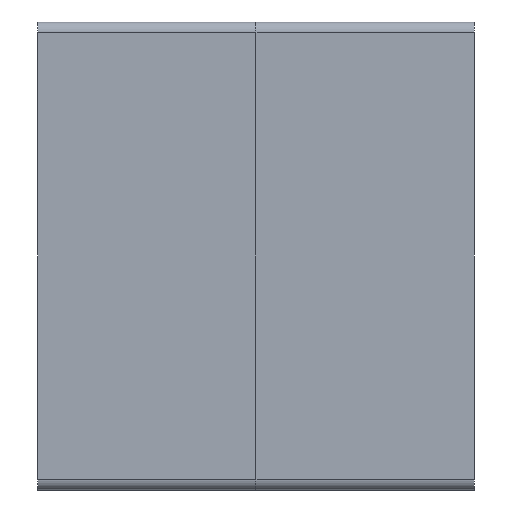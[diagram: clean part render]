
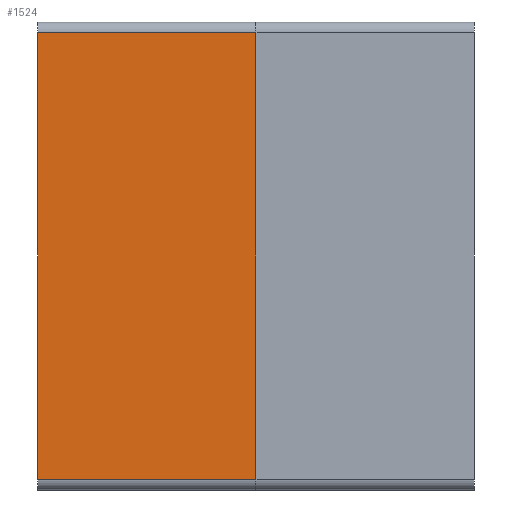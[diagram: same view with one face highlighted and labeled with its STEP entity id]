
A CAD part, left-side view. The second image highlights one B-rep face of the part: STEP entity #1524.
In plain terms, the highlighted planar face has unit normal (-1, 0, 0).
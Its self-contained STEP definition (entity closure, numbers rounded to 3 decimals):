
#289 = VERTEX_POINT('',#290);
#290 = CARTESIAN_POINT('',(-16.,10.,21.5));
#297 = EDGE_CURVE('',#289,#298,#300,.T.);
#298 = VERTEX_POINT('',#299);
#299 = CARTESIAN_POINT('',(-16.,10.,0.5));
#300 = LINE('',#301,#302);
#301 = CARTESIAN_POINT('',(-16.,10.,21.5));
#302 = VECTOR('',#303,1.);
#303 = DIRECTION('',(0.,0.,-1.));
#1504 = VERTEX_POINT('',#1505);
#1505 = CARTESIAN_POINT('',(-16.,-0.25,21.5));
#1514 = EDGE_CURVE('',#289,#1504,#1515,.T.);
#1515 = LINE('',#1516,#1517);
#1516 = CARTESIAN_POINT('',(-16.,10.,21.5));
#1517 = VECTOR('',#1518,1.);
#1518 = DIRECTION('',(0.,-1.,0.));
#1524 = ADVANCED_FACE('',(#1525),#1543,.T.);
#1525 = FACE_BOUND('',#1526,.F.);
#1526 = EDGE_LOOP('',(#1527,#1528,#1536,#1542));
#1527 = ORIENTED_EDGE('',*,*,#1514,.T.);
#1528 = ORIENTED_EDGE('',*,*,#1529,.T.);
#1529 = EDGE_CURVE('',#1504,#1530,#1532,.T.);
#1530 = VERTEX_POINT('',#1531);
#1531 = CARTESIAN_POINT('',(-16.,-0.25,0.5));
#1532 = LINE('',#1533,#1534);
#1533 = CARTESIAN_POINT('',(-16.,-0.25,21.5));
#1534 = VECTOR('',#1535,1.);
#1535 = DIRECTION('',(0.,0.,-1.));
#1536 = ORIENTED_EDGE('',*,*,#1537,.T.);
#1537 = EDGE_CURVE('',#1530,#298,#1538,.T.);
#1538 = LINE('',#1539,#1540);
#1539 = CARTESIAN_POINT('',(-16.,-0.25,0.5));
#1540 = VECTOR('',#1541,1.);
#1541 = DIRECTION('',(0.,1.,0.));
#1542 = ORIENTED_EDGE('',*,*,#297,.F.);
#1543 = PLANE('',#1544);
#1544 = AXIS2_PLACEMENT_3D('',#1545,#1546,#1547);
#1545 = CARTESIAN_POINT('',(-16.,10.,22.));
#1546 = DIRECTION('',(-1.,-0.,0.));
#1547 = DIRECTION('',(0.,0.,-1.));
